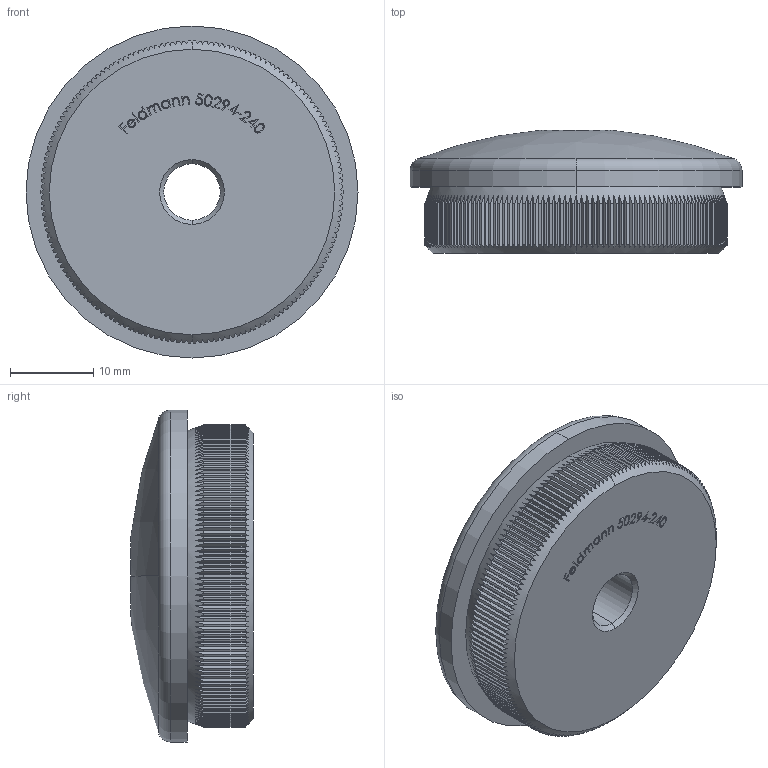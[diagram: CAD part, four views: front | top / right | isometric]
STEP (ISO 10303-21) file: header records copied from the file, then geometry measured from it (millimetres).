
FILE_DESCRIPTION (( 'STEP AP203' ), '1' );
FILE_NAME ('50294-240.step', '2018-10-25T11:49:01', ( '' ), ( '' ), 'SwSTEP 2.0', 'SolidWorks 2015', '' );
FILE_SCHEMA (( 'CONFIG_CONTROL_DESIGN' ));
Length unit declared in the file: millimetre
Products named in the file (1): 50294-240
Bounding box: 40 x 14.81 x 40 mm (x, y, z)
Volume: 13861.2 mm3; surface area: 4462 mm2
Topology: 1 solids, 1 shells, 753 faces, 2168 edges, 1442 vertices
Faces by surface type: plane 472, cylinder 174, bspline 95, cone 8, torus 2, sphere 2
Entity records: 30787 total; most frequent: CARTESIAN_POINT 12587, ORIENTED_EDGE 4336, DIRECTION 2982, EDGE_CURVE 2168, VERTEX_POINT 1442, AXIS2_PLACEMENT_3D 1025, LINE 932, VECTOR 932
